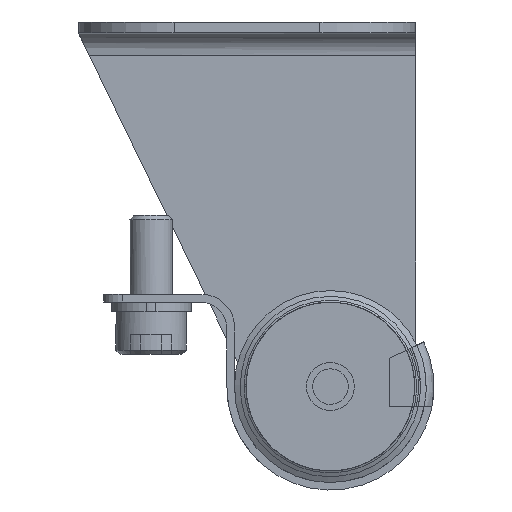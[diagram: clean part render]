
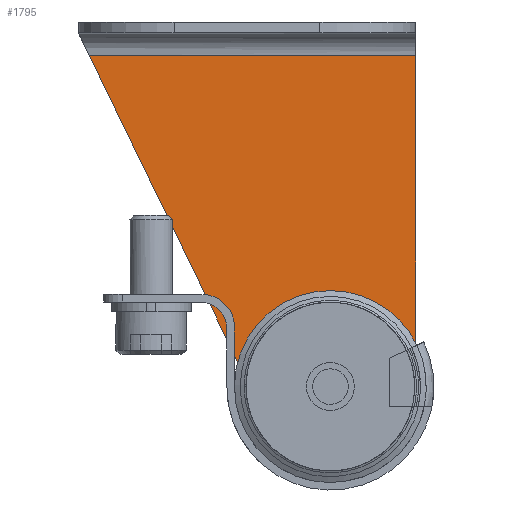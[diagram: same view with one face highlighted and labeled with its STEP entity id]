
A CAD part, front view. The second image highlights one B-rep face of the part: STEP entity #1795.
In plain terms, the highlighted planar face has unit normal (0, -1, 0).
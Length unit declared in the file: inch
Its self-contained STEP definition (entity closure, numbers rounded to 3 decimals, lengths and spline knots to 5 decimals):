
#198=LINE('',#5056,#397);
#204=LINE('',#5074,#403);
#205=LINE('',#5078,#404);
#206=LINE('',#5080,#405);
#397=VECTOR('',#4221,1.);
#403=VECTOR('',#4237,1.);
#404=VECTOR('',#4240,1.);
#405=VECTOR('',#4241,1.);
#1709=PLANE('',#3888);
#1795=ADVANCED_FACE('',(#2005,#2006),#1709,.T.);
#2005=FACE_BOUND('',#2101,.T.);
#2006=FACE_BOUND('',#2102,.T.);
#2101=EDGE_LOOP('',(#2325));
#2102=EDGE_LOOP('',(#2326,#2327,#2328,#2329,#2330,#2331));
#2325=ORIENTED_EDGE('',*,*,#3350,.F.);
#2326=ORIENTED_EDGE('',*,*,#3351,.F.);
#2327=ORIENTED_EDGE('',*,*,#3352,.T.);
#2328=ORIENTED_EDGE('',*,*,#3342,.T.);
#2329=ORIENTED_EDGE('',*,*,#3353,.T.);
#2330=ORIENTED_EDGE('',*,*,#3354,.F.);
#2331=ORIENTED_EDGE('',*,*,#3355,.T.);
#3082=VERTEX_POINT('',#5055);
#3083=VERTEX_POINT('',#5057);
#3089=VERTEX_POINT('',#5073);
#3090=VERTEX_POINT('',#5075);
#3091=VERTEX_POINT('',#5076);
#3092=VERTEX_POINT('',#5079);
#3093=VERTEX_POINT('',#5081);
#3342=EDGE_CURVE('',#3083,#3082,#198,.T.);
#3350=EDGE_CURVE('',#3089,#3089,#3720,.T.);
#3351=EDGE_CURVE('',#3090,#3091,#204,.T.);
#3352=EDGE_CURVE('',#3090,#3083,#3721,.T.);
#3353=EDGE_CURVE('',#3082,#3092,#205,.T.);
#3354=EDGE_CURVE('',#3093,#3092,#206,.T.);
#3355=EDGE_CURVE('',#3093,#3091,#3722,.T.);
#3720=CIRCLE('',#3885,0.062);
#3721=CIRCLE('',#3886,0.125);
#3722=CIRCLE('',#3887,0.125);
#3885=AXIS2_PLACEMENT_3D('',#5072,#4235,#4236);
#3886=AXIS2_PLACEMENT_3D('',#5077,#4238,#4239);
#3887=AXIS2_PLACEMENT_3D('',#5082,#4242,#4243);
#3888=AXIS2_PLACEMENT_3D('',#5083,#4244,#4245);
#4221=DIRECTION('',(0.,0.,1.));
#4235=DIRECTION('',(0.,-1.,0.));
#4236=DIRECTION('',(0.,0.,-1.));
#4237=DIRECTION('',(-1.,0.,0.));
#4238=DIRECTION('',(0.,-1.,0.));
#4239=DIRECTION('',(0.,0.,1.));
#4240=DIRECTION('',(-1.,0.,0.));
#4241=DIRECTION('',(-0.436,0.,0.9));
#4242=DIRECTION('',(0.,-1.,0.));
#4243=DIRECTION('',(0.,0.,1.));
#4244=DIRECTION('',(0.,-1.,0.));
#4245=DIRECTION('',(0.,0.,1.));
#5055=CARTESIAN_POINT('',(1.56145,-1.55574,0.592));
#5056=CARTESIAN_POINT('',(1.56145,-1.55574,-0.47));
#5057=CARTESIAN_POINT('',(1.56145,-1.55574,-0.295));
#5072=CARTESIAN_POINT('',(1.3388,-1.55574,-0.27));
#5073=CARTESIAN_POINT('',(1.3388,-1.55574,-0.332));
#5074=CARTESIAN_POINT('',(1.56145,-1.55574,-0.42));
#5075=CARTESIAN_POINT('',(1.43645,-1.55574,-0.42));
#5076=CARTESIAN_POINT('',(1.27975,-1.55574,-0.42));
#5077=CARTESIAN_POINT('',(1.43645,-1.55574,-0.295));
#5078=CARTESIAN_POINT('',(0.68145,-1.55574,0.592));
#5079=CARTESIAN_POINT('',(0.71056,-1.55574,0.592));
#5080=CARTESIAN_POINT('',(1.20145,-1.55574,-0.42));
#5081=CARTESIAN_POINT('',(1.16728,-1.55574,-0.34955));
#5082=CARTESIAN_POINT('',(1.27975,-1.55574,-0.295));
#5083=CARTESIAN_POINT('',(1.56145,-1.55574,-0.47));
